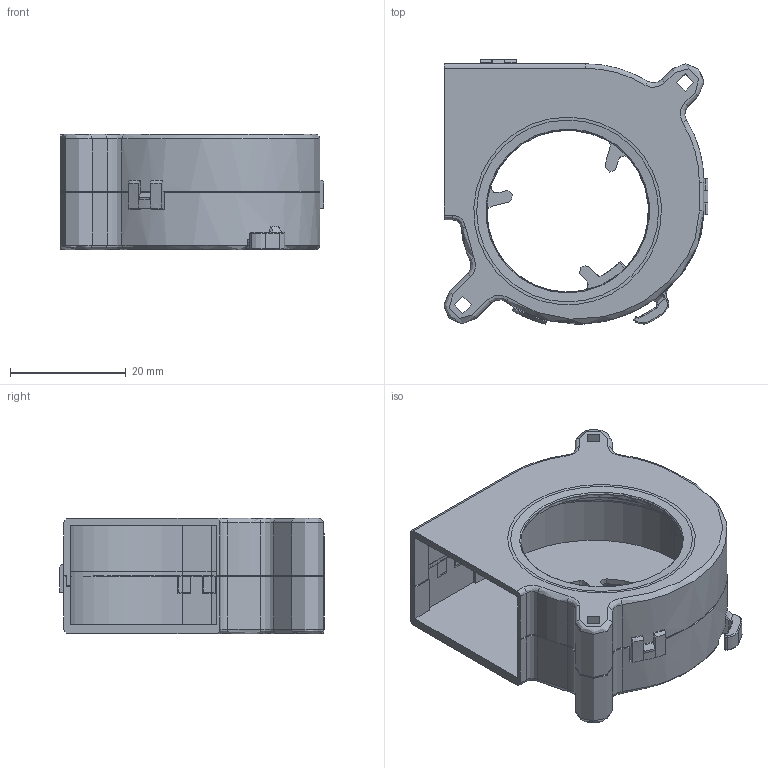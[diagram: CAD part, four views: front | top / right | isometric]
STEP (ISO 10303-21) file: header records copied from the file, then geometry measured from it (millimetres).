
FILE_DESCRIPTION(/* description */ (''),/* implementation_level */ '2;1');
FILE_NAME(/* name */ 'Delta BFB04512VHD.step',/* time_stamp */ '2024-04-06T13:57:31+02:00',/* author */ (''),/* organization */ (''),/* preprocessor_version */ 'ST-DEVELOPER v20',/* originating_system */ 'Autodesk Translation Framework v12.20.1.177',/* authorisation */ '');
FILE_SCHEMA (('AUTOMOTIVE_DESIGN { 1 0 10303 214 3 1 1 }'));
Length unit declared in the file: millimetre
Products named in the file (1): (Unsaved)
Bounding box: 45.7 x 45.77 x 20 mm (x, y, z)
Volume: 5993.2 mm3; surface area: 11181.4 mm2
Topology: 2 solids, 2 shells, 339 faces, 901 edges, 565 vertices
Faces by surface type: plane 149, cylinder 101, torus 50, bspline 32, cone 7
Full cylindrical faces by diameter (mm): 3 x4, 6 x4, 28.42 x1
Entity records: 13752 total; most frequent: CARTESIAN_POINT 5361, ORIENTED_EDGE 1802, DIRECTION 1713, EDGE_CURVE 901, AXIS2_PLACEMENT_3D 613, VERTEX_POINT 565, LINE 487, VECTOR 487
